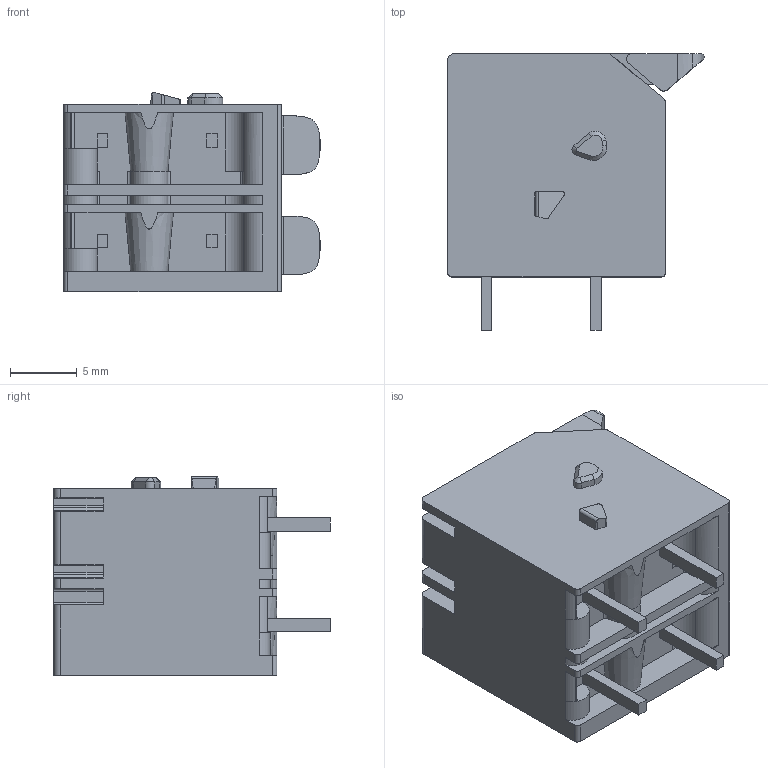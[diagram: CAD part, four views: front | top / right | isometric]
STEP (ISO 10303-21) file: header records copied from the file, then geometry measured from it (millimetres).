
FILE_DESCRIPTION( ( 'STEP AP214' ), '1' );
FILE_NAME( '2604-1302.stp', '2019-05-06T12:31:50', ( '' ), ( '' ), ' ', 'PARTsolutions', ' ' );
FILE_SCHEMA( ( 'AUTOMOTIVE_DESIGN { 1 0 10303 214 1 1 1 1 }' ) );
Length unit declared in the file: millimetre
Products named in the file (1): _2604-1302
Bounding box: 19.2 x 20.7 x 14.9 mm (x, y, z)
Volume: 3315.6 mm3; surface area: 2270.7 mm2
Topology: 1 solids, 1 shells, 272 faces, 732 edges, 472 vertices
Faces by surface type: plane 150, cylinder 97, cone 25
Entity records: 10784 total; most frequent: CARTESIAN_POINT 1631, DIRECTION 1468, ORIENTED_EDGE 1464, EDGE_CURVE 732, LINE 494, VECTOR 494, AXIS2_PLACEMENT_3D 487, VERTEX_POINT 472
